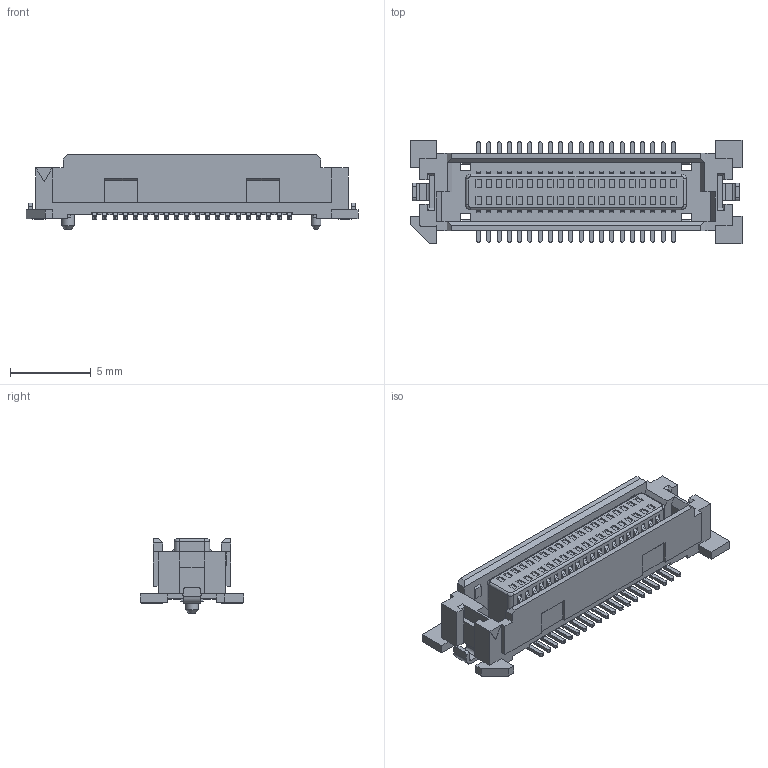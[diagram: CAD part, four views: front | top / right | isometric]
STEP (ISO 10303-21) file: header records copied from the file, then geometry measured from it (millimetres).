
FILE_DESCRIPTION( ('This file contains a STEP AP42 implementation' ,'as created by ZW3D STEP Interface translator.') ,'2;1' );
FILE_NAME( '3660-SXXX-040S1R01.stp' ,'23 330.14 437', (''), ('ZWCAD Software Co.'), 'Version 1.0', 'ZW3D to STEP translator', '' );
FILE_SCHEMA(('AUTOMOTIVE_DESIGN { 1 0 10303 214 1 1 1 1 }'));
Length unit declared in the file: millimetre
Products named in the file (2): 0; 3660-S040-040S1R01
Bounding box: 20.57 x 6.4 x 4.6 mm (x, y, z)
Volume: 224.5 mm3; surface area: 770.7 mm2
Topology: 1 solids, 1 shells, 2317 faces, 6472 edges, 4276 vertices
Faces by surface type: plane 1809, cylinder 502, bspline 4, cone 2
Full cylindrical faces by diameter (mm): 0.6 x1, 0.8 x1
Entity records: 76331 total; most frequent: CARTESIAN_POINT 13155, ORIENTED_EDGE 12944, DIRECTION 12190, EDGE_CURVE 6472, VECTOR 5374, LINE 5374, VERTEX_POINT 4276, AXIS2_PLACEMENT_3D 3408
